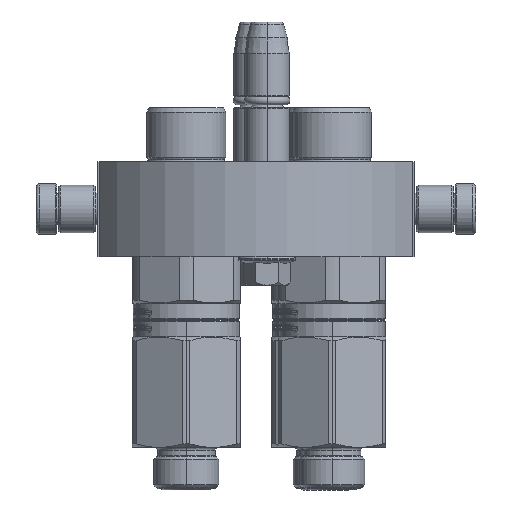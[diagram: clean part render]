
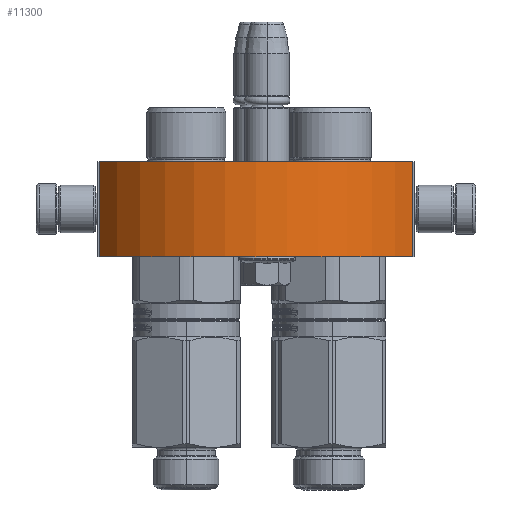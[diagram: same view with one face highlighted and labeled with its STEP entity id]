
A CAD part, left-side view. The second image highlights one B-rep face of the part: STEP entity #11300.
In plain terms, the highlighted cylindrical face has radius 57.25 mm (diameter 114.5 mm), a partial arc.
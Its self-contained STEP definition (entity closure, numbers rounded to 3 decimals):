
#273 = ORIENTED_EDGE ( 'NONE', *, *, #10352, .T. ) ;
#863 = CARTESIAN_POINT ( 'NONE',  ( 0., 30., 0. ) ) ;
#2139 = CARTESIAN_POINT ( 'NONE',  ( -49.5, 30., -28.763 ) ) ;
#7193 = CIRCLE ( 'NONE', #20504, 57.25 ) ;
#7531 = CYLINDRICAL_SURFACE ( 'NONE', #8612, 57.25 ) ;
#7668 = CARTESIAN_POINT ( 'NONE',  ( -49.5, 0., -28.763 ) ) ;
#7782 = DIRECTION ( 'NONE',  ( 0., 1., 0. ) ) ;
#7821 = CARTESIAN_POINT ( 'NONE',  ( 0., 0., 0. ) ) ;
#8179 = EDGE_LOOP ( 'NONE', ( #30435, #41180, #11013, #273 ) ) ;
#8272 = VECTOR ( 'NONE', #42286, 1000. ) ;
#8612 = AXIS2_PLACEMENT_3D ( 'NONE', #7821, #42038, #41457 ) ;
#9390 = CARTESIAN_POINT ( 'NONE',  ( -49.5, 0., -28.763 ) ) ;
#9577 = EDGE_CURVE ( 'NONE', #15981, #14705, #7193, .T. ) ;
#10352 = EDGE_CURVE ( 'NONE', #30194, #14705, #31401, .T. ) ;
#11013 = ORIENTED_EDGE ( 'NONE', *, *, #41510, .T. ) ;
#11300 = ADVANCED_FACE ( 'NONE', ( #25050 ), #7531, .T. ) ;
#14705 = VERTEX_POINT ( 'NONE', #2139 ) ;
#15981 = VERTEX_POINT ( 'NONE', #22423 ) ;
#17215 = CARTESIAN_POINT ( 'NONE',  ( 0., 0., 0. ) ) ;
#17705 = DIRECTION ( 'NONE',  ( 0.865, 0., -0.502 ) ) ;
#20504 = AXIS2_PLACEMENT_3D ( 'NONE', #863, #7782, #17705 ) ;
#22423 = CARTESIAN_POINT ( 'NONE',  ( 49.5, 30., -28.763 ) ) ;
#25050 = FACE_OUTER_BOUND ( 'NONE', #8179, .T. ) ;
#25200 = CARTESIAN_POINT ( 'NONE',  ( 49.5, 0., -28.763 ) ) ;
#27131 = DIRECTION ( 'NONE',  ( 0., 1., 0. ) ) ;
#28608 = DIRECTION ( 'NONE',  ( 0., 1., 0. ) ) ;
#28784 = VECTOR ( 'NONE', #28608, 1000. ) ;
#29945 = LINE ( 'NONE', #32125, #8272 ) ;
#30194 = VERTEX_POINT ( 'NONE', #7668 ) ;
#30435 = ORIENTED_EDGE ( 'NONE', *, *, #9577, .F. ) ;
#30648 = DIRECTION ( 'NONE',  ( 0.865, 0., -0.502 ) ) ;
#31401 = LINE ( 'NONE', #9390, #28784 ) ;
#32125 = CARTESIAN_POINT ( 'NONE',  ( 49.5, 0., -28.763 ) ) ;
#32253 = AXIS2_PLACEMENT_3D ( 'NONE', #17215, #27131, #30648 ) ;
#33557 = VERTEX_POINT ( 'NONE', #25200 ) ;
#35176 = CIRCLE ( 'NONE', #32253, 57.25 ) ;
#39078 = EDGE_CURVE ( 'NONE', #33557, #15981, #29945, .T. ) ;
#41180 = ORIENTED_EDGE ( 'NONE', *, *, #39078, .F. ) ;
#41457 = DIRECTION ( 'NONE',  ( 1., 0., 0. ) ) ;
#41510 = EDGE_CURVE ( 'NONE', #33557, #30194, #35176, .T. ) ;
#42038 = DIRECTION ( 'NONE',  ( 0., -1., 0. ) ) ;
#42286 = DIRECTION ( 'NONE',  ( 0., 1., 0. ) ) ;
